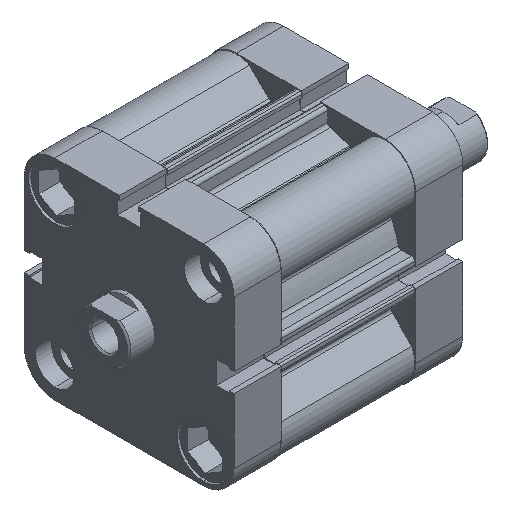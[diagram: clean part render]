
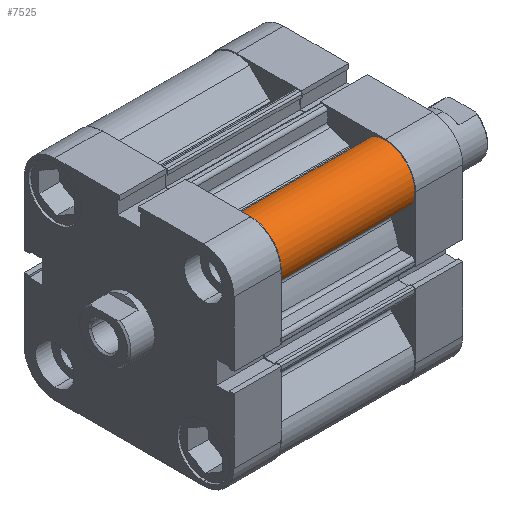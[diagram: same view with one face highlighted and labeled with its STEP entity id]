
A CAD part, isometric view. The second image highlights one B-rep face of the part: STEP entity #7525.
In plain terms, the highlighted cylindrical face has radius 9.25 mm (diameter 18.5 mm), a partial arc.
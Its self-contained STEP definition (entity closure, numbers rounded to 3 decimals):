
#524 = EDGE_LOOP ( 'NONE', ( #760, #773, #1111, #762 ) ) ;
#760 = ORIENTED_EDGE ( 'NONE', *, *, #3804, .T. ) ;
#762 = ORIENTED_EDGE ( 'NONE', *, *, #3859, .T. ) ;
#773 = ORIENTED_EDGE ( 'NONE', *, *, #3852, .F. ) ;
#1111 = ORIENTED_EDGE ( 'NONE', *, *, #3695, .F. ) ;
#2025 = DIRECTION ( 'NONE',  ( 0., 0., -1. ) ) ;
#2028 = DIRECTION ( 'NONE',  ( -1., 0., 0. ) ) ;
#2033 = CARTESIAN_POINT ( 'NONE',  ( 23.25, -23.25, 42. ) ) ;
#2408 = VERTEX_POINT ( 'NONE', #3594 ) ;
#2423 = VERTEX_POINT ( 'NONE', #3609 ) ;
#2504 = VERTEX_POINT ( 'NONE', #3690 ) ;
#2601 = VERTEX_POINT ( 'NONE', #5745 ) ;
#3594 = CARTESIAN_POINT ( 'NONE',  ( 31.559, -19.184, 0. ) ) ;
#3609 = CARTESIAN_POINT ( 'NONE',  ( 19.184, -31.559, 0. ) ) ;
#3690 = CARTESIAN_POINT ( 'NONE',  ( 31.559, -19.184, 42. ) ) ;
#3695 = EDGE_CURVE ( 'NONE', #2601, #2504, #5355, .T. ) ;
#3804 = EDGE_CURVE ( 'NONE', #2423, #2408, #5522, .T. ) ;
#3852 = EDGE_CURVE ( 'NONE', #2504, #2408, #5600, .T. ) ;
#3859 = EDGE_CURVE ( 'NONE', #2601, #2423, #5614, .T. ) ;
#4125 = AXIS2_PLACEMENT_3D ( 'NONE', #5849, #5850, #5851 ) ;
#4167 = AXIS2_PLACEMENT_3D ( 'NONE', #6110, #6118, #6119 ) ;
#4475 = AXIS2_PLACEMENT_3D ( 'NONE', #2033, #2025, #2028 ) ;
#5355 = CIRCLE ( 'NONE', #4125, 9.25 ) ;
#5522 = CIRCLE ( 'NONE', #4167, 9.25 ) ;
#5600 = LINE ( 'NONE', #6233, #5601 ) ;
#5601 = VECTOR ( 'NONE', #6234, 1000. ) ;
#5614 = LINE ( 'NONE', #6247, #5615 ) ;
#5615 = VECTOR ( 'NONE', #6248, 1000. ) ;
#5745 = CARTESIAN_POINT ( 'NONE',  ( 19.184, -31.559, 42. ) ) ;
#5849 = CARTESIAN_POINT ( 'NONE',  ( 23.25, -23.25, 42. ) ) ;
#5850 = DIRECTION ( 'NONE',  ( 0., 0., 1. ) ) ;
#5851 = DIRECTION ( 'NONE',  ( -1., 0., 0. ) ) ;
#6110 = CARTESIAN_POINT ( 'NONE',  ( 23.25, -23.25, 0. ) ) ;
#6118 = DIRECTION ( 'NONE',  ( 0., 0., 1. ) ) ;
#6119 = DIRECTION ( 'NONE',  ( -1., 0., 0. ) ) ;
#6233 = CARTESIAN_POINT ( 'NONE',  ( 31.559, -19.184, 42. ) ) ;
#6234 = DIRECTION ( 'NONE',  ( 0., 0., -1. ) ) ;
#6247 = CARTESIAN_POINT ( 'NONE',  ( 19.184, -31.559, 42. ) ) ;
#6248 = DIRECTION ( 'NONE',  ( 0., 0., -1. ) ) ;
#7525 = ADVANCED_FACE ( 'NONE', ( #7743 ), #7740, .T. ) ;
#7740 = CYLINDRICAL_SURFACE ( 'NONE', #4475, 9.25 ) ;
#7743 = FACE_OUTER_BOUND ( 'NONE', #524, .T. ) ;
